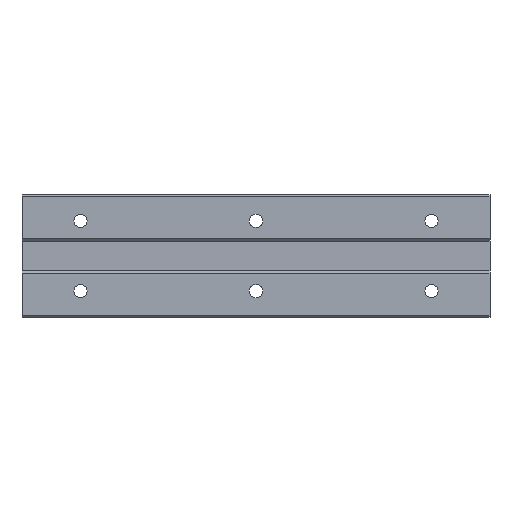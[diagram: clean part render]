
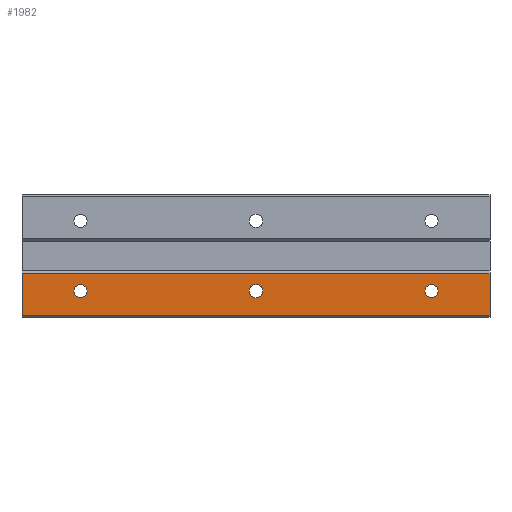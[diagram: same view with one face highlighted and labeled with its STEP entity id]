
A CAD part, front view. The second image highlights one B-rep face of the part: STEP entity #1982.
In plain terms, the highlighted planar face has unit normal (0, -1, 0).
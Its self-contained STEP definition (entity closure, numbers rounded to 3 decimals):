
#7 = CARTESIAN_POINT ( 'NONE',  ( 0., 0., -12. ) ) ;
#16 = CIRCLE ( 'NONE', #888, 2.25 ) ;
#55 = VERTEX_POINT ( 'NONE', #2066 ) ;
#79 = EDGE_LOOP ( 'NONE', ( #1369, #1019 ) ) ;
#101 = CARTESIAN_POINT ( 'NONE',  ( 0., 0., -14.25 ) ) ;
#122 = FACE_BOUND ( 'NONE', #1520, .T. ) ;
#171 = EDGE_LOOP ( 'NONE', ( #1227, #668 ) ) ;
#279 = CARTESIAN_POINT ( 'NONE',  ( 60., 0., -9.75 ) ) ;
#287 = DIRECTION ( 'NONE',  ( -1., 0., 0. ) ) ;
#294 = VERTEX_POINT ( 'NONE', #901 ) ;
#303 = EDGE_CURVE ( 'NONE', #294, #55, #1368, .T. ) ;
#311 = CARTESIAN_POINT ( 'NONE',  ( 120., 0., -12. ) ) ;
#317 = LINE ( 'NONE', #1279, #1746 ) ;
#323 = CIRCLE ( 'NONE', #1355, 2.25 ) ;
#329 = CIRCLE ( 'NONE', #1976, 2.25 ) ;
#355 = CARTESIAN_POINT ( 'NONE',  ( 120., 0., -12. ) ) ;
#363 = VECTOR ( 'NONE', #1214, 1000. ) ;
#413 = DIRECTION ( 'NONE',  ( 0., 0., 1. ) ) ;
#497 = EDGE_CURVE ( 'NONE', #1386, #654, #317, .T. ) ;
#520 = DIRECTION ( 'NONE',  ( 0., 0., 1. ) ) ;
#654 = VERTEX_POINT ( 'NONE', #839 ) ;
#662 = EDGE_CURVE ( 'NONE', #654, #1120, #1347, .T. ) ;
#668 = ORIENTED_EDGE ( 'NONE', *, *, #945, .F. ) ;
#725 = CARTESIAN_POINT ( 'NONE',  ( 140., 0., -6. ) ) ;
#782 = ORIENTED_EDGE ( 'NONE', *, *, #891, .F. ) ;
#790 = PLANE ( 'NONE',  #2083 ) ;
#839 = CARTESIAN_POINT ( 'NONE',  ( 140., 0., -6. ) ) ;
#857 = CARTESIAN_POINT ( 'NONE',  ( -20., 0., -6. ) ) ;
#888 = AXIS2_PLACEMENT_3D ( 'NONE', #311, #1455, #1486 ) ;
#891 = EDGE_CURVE ( 'NONE', #1412, #1386, #1538, .T. ) ;
#894 = CARTESIAN_POINT ( 'NONE',  ( 0., 0., -9.75 ) ) ;
#901 = CARTESIAN_POINT ( 'NONE',  ( 120., 0., -14.25 ) ) ;
#909 = ORIENTED_EDGE ( 'NONE', *, *, #1928, .F. ) ;
#943 = DIRECTION ( 'NONE',  ( 0., -1., 0. ) ) ;
#945 = EDGE_CURVE ( 'NONE', #1852, #1337, #323, .T. ) ;
#951 = FACE_BOUND ( 'NONE', #171, .T. ) ;
#1017 = DIRECTION ( 'NONE',  ( 0., -1., 0. ) ) ;
#1019 = ORIENTED_EDGE ( 'NONE', *, *, #303, .F. ) ;
#1022 = EDGE_LOOP ( 'NONE', ( #909, #1381, #1836, #782 ) ) ;
#1081 = VERTEX_POINT ( 'NONE', #1915 ) ;
#1110 = DIRECTION ( 'NONE',  ( 0., 0., 1. ) ) ;
#1120 = VERTEX_POINT ( 'NONE', #1706 ) ;
#1214 = DIRECTION ( 'NONE',  ( 0., 0., -1. ) ) ;
#1220 = CARTESIAN_POINT ( 'NONE',  ( -20., 0., -20.5 ) ) ;
#1227 = ORIENTED_EDGE ( 'NONE', *, *, #1867, .F. ) ;
#1228 = DIRECTION ( 'NONE',  ( 0., 1., 0. ) ) ;
#1260 = CIRCLE ( 'NONE', #1296, 2.25 ) ;
#1263 = ORIENTED_EDGE ( 'NONE', *, *, #1851, .F. ) ;
#1279 = CARTESIAN_POINT ( 'NONE',  ( 140., 0., -6. ) ) ;
#1296 = AXIS2_PLACEMENT_3D ( 'NONE', #1824, #1017, #1574 ) ;
#1330 = CARTESIAN_POINT ( 'NONE',  ( -20., 0., -6. ) ) ;
#1335 = DIRECTION ( 'NONE',  ( 0., -1., 0. ) ) ;
#1337 = VERTEX_POINT ( 'NONE', #894 ) ;
#1346 = DIRECTION ( 'NONE',  ( 0., 0., 1. ) ) ;
#1347 = LINE ( 'NONE', #725, #363 ) ;
#1355 = AXIS2_PLACEMENT_3D ( 'NONE', #7, #1483, #520 ) ;
#1368 = CIRCLE ( 'NONE', #1907, 2.25 ) ;
#1369 = ORIENTED_EDGE ( 'NONE', *, *, #1576, .F. ) ;
#1381 = ORIENTED_EDGE ( 'NONE', *, *, #662, .F. ) ;
#1386 = VERTEX_POINT ( 'NONE', #857 ) ;
#1412 = VERTEX_POINT ( 'NONE', #1220 ) ;
#1426 = CARTESIAN_POINT ( 'NONE',  ( 140., 0., -20.5 ) ) ;
#1455 = DIRECTION ( 'NONE',  ( 0., -1., 0. ) ) ;
#1470 = EDGE_CURVE ( 'NONE', #1862, #1081, #1596, .T. ) ;
#1475 = DIRECTION ( 'NONE',  ( 1., 0., 0. ) ) ;
#1483 = DIRECTION ( 'NONE',  ( 0., -1., 0. ) ) ;
#1486 = DIRECTION ( 'NONE',  ( 0., 0., 1. ) ) ;
#1497 = VECTOR ( 'NONE', #287, 1000. ) ;
#1520 = EDGE_LOOP ( 'NONE', ( #1523, #1263 ) ) ;
#1523 = ORIENTED_EDGE ( 'NONE', *, *, #1470, .F. ) ;
#1538 = LINE ( 'NONE', #1330, #2103 ) ;
#1574 = DIRECTION ( 'NONE',  ( 0., 0., 1. ) ) ;
#1576 = EDGE_CURVE ( 'NONE', #55, #294, #16, .T. ) ;
#1577 = CARTESIAN_POINT ( 'NONE',  ( 60., 0., -12. ) ) ;
#1583 = DIRECTION ( 'NONE',  ( 0., 0., 1. ) ) ;
#1592 = FACE_BOUND ( 'NONE', #79, .T. ) ;
#1596 = CIRCLE ( 'NONE', #1940, 2.25 ) ;
#1706 = CARTESIAN_POINT ( 'NONE',  ( 140., 0., -20.5 ) ) ;
#1745 = CARTESIAN_POINT ( 'NONE',  ( 0., 0., -12. ) ) ;
#1746 = VECTOR ( 'NONE', #1475, 1000. ) ;
#1753 = FACE_OUTER_BOUND ( 'NONE', #1022, .T. ) ;
#1764 = DIRECTION ( 'NONE',  ( 0., -1., 0. ) ) ;
#1824 = CARTESIAN_POINT ( 'NONE',  ( 60., 0., -12. ) ) ;
#1836 = ORIENTED_EDGE ( 'NONE', *, *, #497, .F. ) ;
#1851 = EDGE_CURVE ( 'NONE', #1081, #1862, #1260, .T. ) ;
#1852 = VERTEX_POINT ( 'NONE', #101 ) ;
#1862 = VERTEX_POINT ( 'NONE', #279 ) ;
#1867 = EDGE_CURVE ( 'NONE', #1337, #1852, #329, .T. ) ;
#1907 = AXIS2_PLACEMENT_3D ( 'NONE', #355, #1335, #1985 ) ;
#1915 = CARTESIAN_POINT ( 'NONE',  ( 60., 0., -14.25 ) ) ;
#1928 = EDGE_CURVE ( 'NONE', #1120, #1412, #2068, .T. ) ;
#1940 = AXIS2_PLACEMENT_3D ( 'NONE', #1577, #1764, #1110 ) ;
#1976 = AXIS2_PLACEMENT_3D ( 'NONE', #1745, #943, #1583 ) ;
#1982 = ADVANCED_FACE ( 'NONE', ( #1753, #951, #1592, #122 ), #790, .F. ) ;
#1985 = DIRECTION ( 'NONE',  ( 0., 0., 1. ) ) ;
#2039 = CARTESIAN_POINT ( 'NONE',  ( 140., 0., -6. ) ) ;
#2066 = CARTESIAN_POINT ( 'NONE',  ( 120., 0., -9.75 ) ) ;
#2068 = LINE ( 'NONE', #1426, #1497 ) ;
#2083 = AXIS2_PLACEMENT_3D ( 'NONE', #2039, #1228, #413 ) ;
#2103 = VECTOR ( 'NONE', #1346, 1000. ) ;
